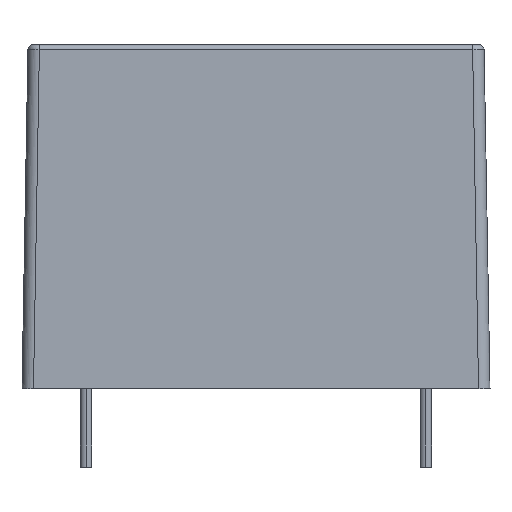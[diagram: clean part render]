
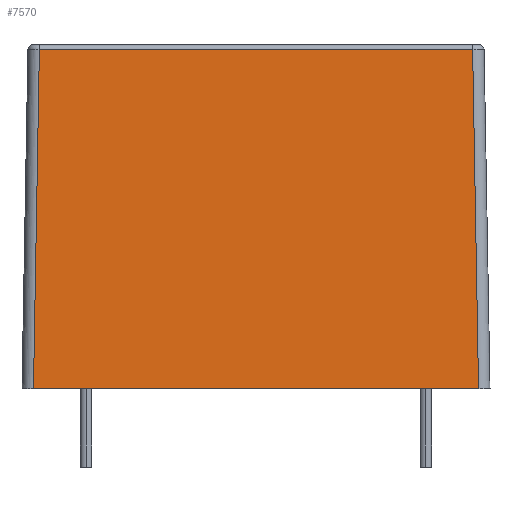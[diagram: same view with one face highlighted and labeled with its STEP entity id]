
A CAD part, left-side view. The second image highlights one B-rep face of the part: STEP entity #7570.
In plain terms, the highlighted planar face has unit normal (-1, 0, 0.018).
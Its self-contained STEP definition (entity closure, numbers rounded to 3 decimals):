
#6851 = VERTEX_POINT('',#6852);
#6852 = CARTESIAN_POINT('',(-18.5,-11.65,
    0.2));
#6861 = EDGE_CURVE('',#6851,#6862,#6864,.T.);
#6862 = VERTEX_POINT('',#6863);
#6863 = CARTESIAN_POINT('',(-18.5,11.65,
    0.2));
#6864 = LINE('',#6865,#6866);
#6865 = CARTESIAN_POINT('',(-18.5,-11.65,
    0.2));
#6866 = VECTOR('',#6867,1.);
#6867 = DIRECTION('',(-0.,1.,0.));
#7163 = EDGE_CURVE('',#6862,#7164,#7166,.T.);
#7164 = VERTEX_POINT('',#7165);
#7165 = CARTESIAN_POINT('',(-18.19,11.34,
    17.954));
#7166 = LINE('',#7167,#7168);
#7167 = CARTESIAN_POINT('',(-18.5,11.65,
    0.2));
#7168 = VECTOR('',#7169,1.);
#7169 = DIRECTION('',(0.017,-0.017,
    1.));
#7510 = EDGE_CURVE('',#7511,#6851,#7513,.T.);
#7511 = VERTEX_POINT('',#7512);
#7512 = CARTESIAN_POINT('',(-18.19,-11.34,
    17.954));
#7513 = LINE('',#7514,#7515);
#7514 = CARTESIAN_POINT('',(-18.19,-11.34,
    17.954));
#7515 = VECTOR('',#7516,1.);
#7516 = DIRECTION('',(-0.017,-0.017,
    -1.));
#7558 = EDGE_CURVE('',#7511,#7164,#7559,.T.);
#7559 = LINE('',#7560,#7561);
#7560 = CARTESIAN_POINT('',(-18.19,-11.34,
    17.954));
#7561 = VECTOR('',#7562,1.);
#7562 = DIRECTION('',(0.,1.,0.));
#7570 = ADVANCED_FACE('',(#7571),#7577,.T.);
#7571 = FACE_BOUND('',#7572,.T.);
#7572 = EDGE_LOOP('',(#7573,#7574,#7575,#7576));
#7573 = ORIENTED_EDGE('',*,*,#7163,.F.);
#7574 = ORIENTED_EDGE('',*,*,#6861,.F.);
#7575 = ORIENTED_EDGE('',*,*,#7510,.F.);
#7576 = ORIENTED_EDGE('',*,*,#7558,.T.);
#7577 = PLANE('',#7578);
#7578 = AXIS2_PLACEMENT_3D('',#7579,#7580,#7581);
#7579 = CARTESIAN_POINT('',(-18.5,13.836,
    0.2));
#7580 = DIRECTION('',(-1.,0.,
    0.017));
#7581 = DIRECTION('',(0.,1.,0.));
